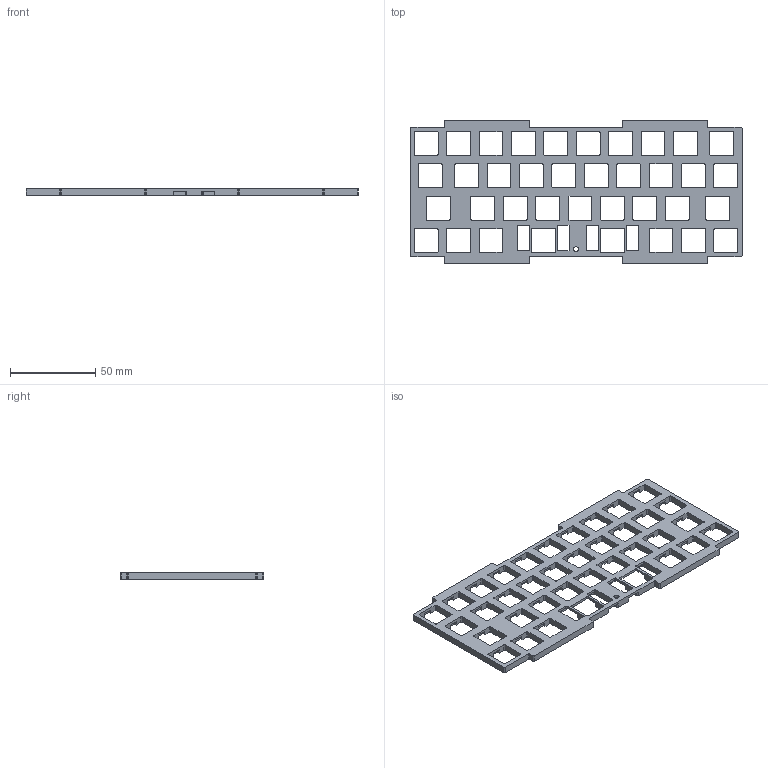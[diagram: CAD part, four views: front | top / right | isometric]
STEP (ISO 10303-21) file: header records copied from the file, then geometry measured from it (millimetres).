
FILE_DESCRIPTION(/* description */ (''),/* implementation_level */ '2;1');
FILE_NAME(/* name */ 'plate1.step',/* time_stamp */ '2021-08-27T12:18:59+02:00',/* author */ (''),/* organization */ (''),/* preprocessor_version */ 'ST-DEVELOPER v18.1',/* originating_system */ 'Autodesk Translation Framework v10.9.0.1377',/* authorisation */ '');
FILE_SCHEMA (('AUTOMOTIVE_DESIGN { 1 0 10303 214 3 1 1 }'));
Length unit declared in the file: millimetre
Products named in the file (1): plate_alternative
Bounding box: 195.26 x 84.2 x 4 mm (x, y, z)
Volume: 29891 mm3; surface area: 27565.8 mm2
Topology: 1 solids, 1 shells, 683 faces, 2069 edges, 1379 vertices
Faces by surface type: plane 485, cylinder 197, cone 1
Full cylindrical faces by diameter (mm): 3 x1, 6 x1
Entity records: 23298 total; most frequent: ORIENTED_EDGE 4138, CARTESIAN_POINT 4132, DIRECTION 3832, EDGE_CURVE 2069, LINE 1674, VECTOR 1674, VERTEX_POINT 1379, AXIS2_PLACEMENT_3D 1079
